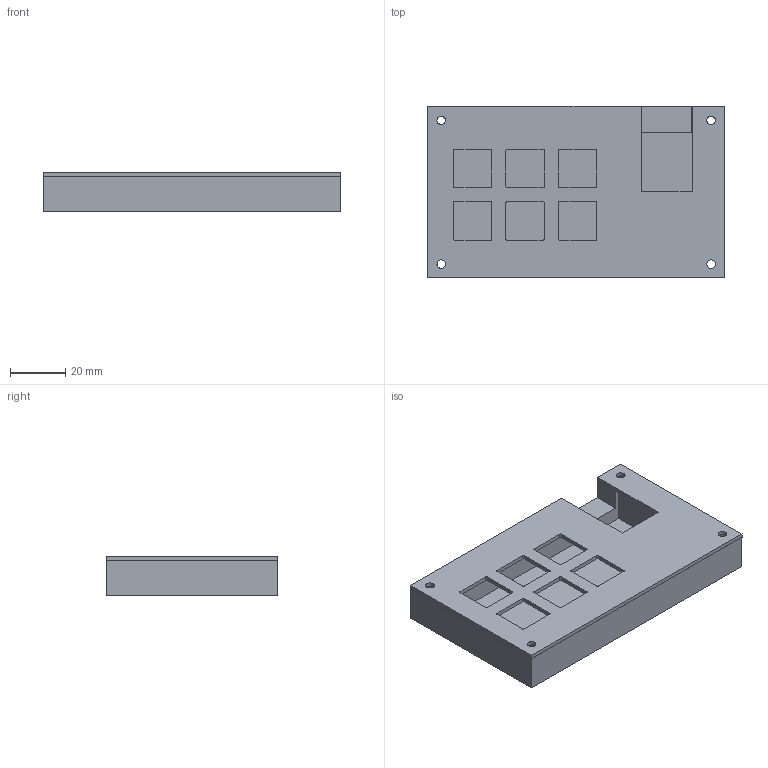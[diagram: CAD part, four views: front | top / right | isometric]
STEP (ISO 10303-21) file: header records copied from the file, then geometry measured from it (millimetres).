
FILE_DESCRIPTION(/* description */ (''),/* implementation_level */ '2;1');
FILE_NAME(/* name */ 'Macropad_Full.step',/* time_stamp */ '2025-11-23T13:29:38+05:30',/* author */ (''),/* organization */ (''),/* preprocessor_version */ 'ST-DEVELOPER v20.1',/* originating_system */ 'Autodesk Translation Framework v14.21.0.0',/* authorisation */ '');
FILE_SCHEMA (('AUTOMOTIVE_DESIGN { 1 0 10303 214 3 1 1 }'));
Length unit declared in the file: centimetre
Products named in the file (3): Macropad_Full; Skynet's Macropad; macropad_top
Assembly tree (1 placements, depth 2):
  Macropad_Full
    macropad_top
  Skynet's Macropad
Bounding box: 108.02 x 62.35 x 14.5 mm (x, y, z)
Volume: 45510.3 mm3; surface area: 32671.4 mm2
Topology: 2 solids, 2 shells, 455 faces, 1275 edges, 850 vertices
Faces by surface type: bspline 252, plane 167, cylinder 36
Full cylindrical faces by diameter (mm): 3.1 x4, 3.4 x4, 6 x4
Entity records: 17062 total; most frequent: CARTESIAN_POINT 6869, ORIENTED_EDGE 2550, EDGE_CURVE 1275, DIRECTION 1259, VERTEX_POINT 850, LINE 699, VECTOR 699, EDGE_LOOP 509
